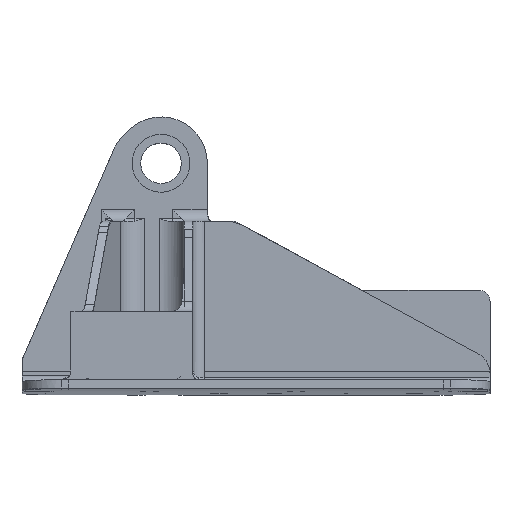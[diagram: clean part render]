
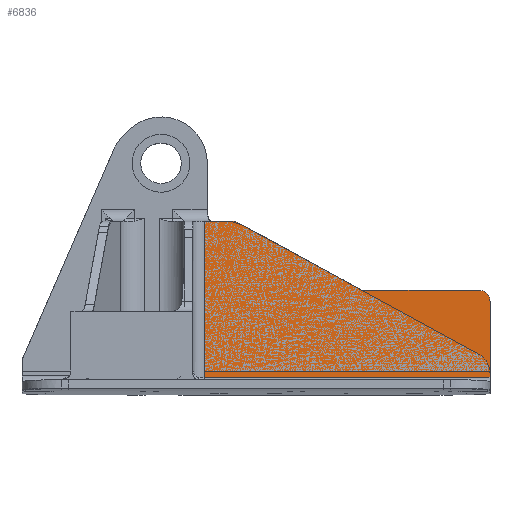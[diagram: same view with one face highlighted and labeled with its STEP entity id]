
A CAD part, top view. The second image highlights one B-rep face of the part: STEP entity #6836.
In plain terms, the highlighted planar face has unit normal (0, 0, 1).
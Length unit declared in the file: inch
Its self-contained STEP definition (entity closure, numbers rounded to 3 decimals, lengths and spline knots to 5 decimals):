
#24=DIRECTION('',(0.,-1.,0.));
#25=VECTOR('',#24,1.62846);
#26=CARTESIAN_POINT('',(-1.0278,2.01001,-1.67435));
#27=LINE('',#26,#25);
#2032=DIRECTION('',(-1.,0.,0.));
#2033=VECTOR('',#2032,0.59875);
#2034=CARTESIAN_POINT('',(-6.59155,3.75,
-1.67435));
#2035=LINE('',#2034,#2033);
#2338=DIRECTION('',(1.,0.,0.));
#2339=VECTOR('',#2338,6.1625);
#2340=CARTESIAN_POINT('',(-7.1903,0.38155,
-1.67435));
#2341=LINE('',#2340,#2339);
#2342=DIRECTION('',(0.,1.,0.));
#2343=VECTOR('',#2342,3.36845);
#2344=CARTESIAN_POINT('',(-7.1903,0.38155,
-1.67435));
#2345=LINE('',#2344,#2343);
#2346=CARTESIAN_POINT('',(-6.59155,3.5,
-1.67435));
#2347=DIRECTION('',(0.,0.,1.));
#2348=DIRECTION('',(0.479,0.878,0.));
#2349=AXIS2_PLACEMENT_3D('',#2346,#2347,#2348);
#2351=DIRECTION('',(-0.878,0.479,0.));
#2352=VECTOR('',#2351,3.04783);
#2353=CARTESIAN_POINT('',(-3.79616,2.26001,
-1.67435));
#2354=LINE('',#2353,#2352);
#2355=DIRECTION('',(-1.,0.,0.));
#2356=VECTOR('',#2355,2.51836);
#2357=CARTESIAN_POINT('',(-1.2778,2.26001,
-1.67435));
#2358=LINE('',#2357,#2356);
#2359=CARTESIAN_POINT('',(-1.2778,2.01001,
-1.67435));
#2360=DIRECTION('',(0.,0.,1.));
#2361=DIRECTION('',(1.,0.,0.));
#2362=AXIS2_PLACEMENT_3D('',#2359,#2360,#2361);
#3353=CARTESIAN_POINT('',(-3.79616,2.26001,
-1.67435));
#3355=VERTEX_POINT('',#3353);
#3493=CARTESIAN_POINT('',(-7.1903,3.75,
-1.67435));
#3495=VERTEX_POINT('',#3493);
#3545=CARTESIAN_POINT('',(-1.0278,2.01001,
-1.67435));
#3546=CARTESIAN_POINT('',(-1.2778,2.26001,
-1.67435));
#3547=VERTEX_POINT('',#3545);
#3548=VERTEX_POINT('',#3546);
#3553=CARTESIAN_POINT('',(-6.47183,3.71947,
-1.67435));
#3554=CARTESIAN_POINT('',(-6.59155,3.75,
-1.67435));
#3555=VERTEX_POINT('',#3553);
#3556=VERTEX_POINT('',#3554);
#3760=CARTESIAN_POINT('',(-7.1903,0.38155,
-1.67435));
#3761=CARTESIAN_POINT('',(-1.0278,0.38155,
-1.67435));
#3762=VERTEX_POINT('',#3760);
#3763=VERTEX_POINT('',#3761);
#6818=CARTESIAN_POINT('',(-7.4403,6.41,
-1.67435));
#6819=DIRECTION('',(0.,0.,1.));
#6820=DIRECTION('',(1.,0.,0.));
#6821=AXIS2_PLACEMENT_3D('',#6818,#6819,#6820);
#6822=PLANE('',#6821);
#6824=ORIENTED_EDGE('',*,*,#6823,.F.);
#6826=ORIENTED_EDGE('',*,*,#6825,.T.);
#6827=ORIENTED_EDGE('',*,*,#6349,.F.);
#6828=ORIENTED_EDGE('',*,*,#6809,.F.);
#6829=ORIENTED_EDGE('',*,*,#6799,.F.);
#6830=ORIENTED_EDGE('',*,*,#6761,.F.);
#6832=ORIENTED_EDGE('',*,*,#6831,.F.);
#6833=ORIENTED_EDGE('',*,*,#3967,.T.);
#6834=EDGE_LOOP('',(#6824,#6826,#6827,#6828,#6829,#6830,#6832,#6833));
#6835=FACE_OUTER_BOUND('',#6834,.F.);
#6836=ADVANCED_FACE('',(#6835),#6822,.T.);
#2350=CIRCLE('',#2349,0.25);
#2363=CIRCLE('',#2362,0.25);
#3967=EDGE_CURVE('',#3547,#3763,#27,.T.);
#6349=EDGE_CURVE('',#3556,#3495,#2035,.T.);
#6761=EDGE_CURVE('',#3548,#3355,#2358,.T.);
#6799=EDGE_CURVE('',#3355,#3555,#2354,.T.);
#6809=EDGE_CURVE('',#3555,#3556,#2350,.T.);
#6823=EDGE_CURVE('',#3762,#3763,#2341,.T.);
#6825=EDGE_CURVE('',#3762,#3495,#2345,.T.);
#6831=EDGE_CURVE('',#3547,#3548,#2363,.T.);
